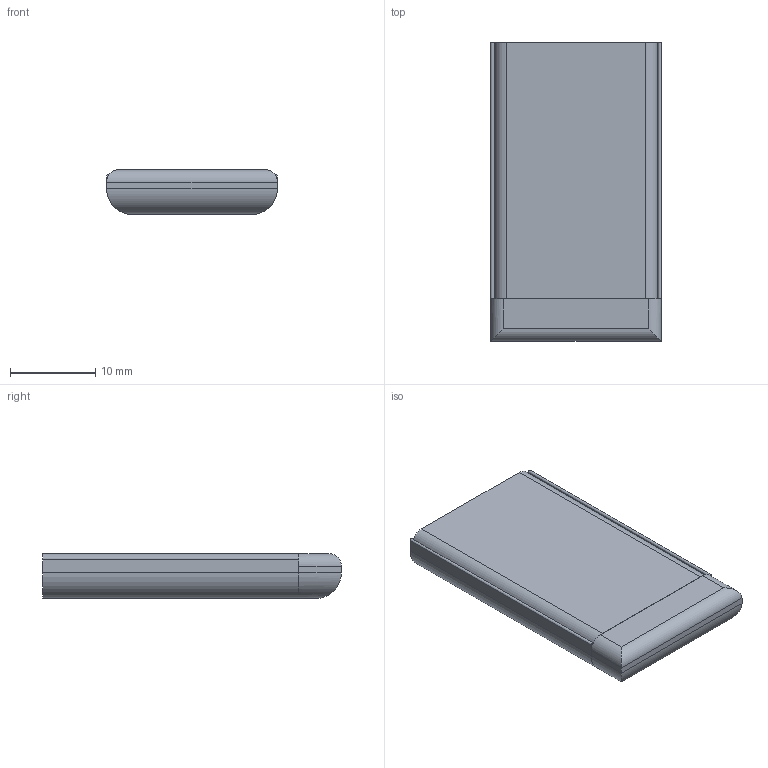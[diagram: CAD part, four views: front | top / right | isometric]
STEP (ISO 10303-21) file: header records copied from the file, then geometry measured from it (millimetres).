
FILE_DESCRIPTION(('FreeCAD Model'),'2;1');
FILE_NAME('Open CASCADE Shape Model','2021-07-22T14:03:36',(''),(''), 'Open CASCADE STEP processor 7.5','FreeCAD','Unknown');
FILE_SCHEMA(('AUTOMOTIVE_DESIGN { 1 0 10303 214 1 1 1 1 }'));
Length unit declared in the file: millimetre
Products named in the file (3): Unnamed; Pocket; Fillet001
Assembly tree (2 placements, depth 2):
  Unnamed
    Pocket
    Fillet001
Bounding box: 20 x 35 x 5.25 mm (x, y, z)
Volume: 3449.3 mm3; surface area: 2098.8 mm2
Topology: 2 solids, 2 shells, 26 faces, 62 edges, 40 vertices
Faces by surface type: plane 14, cylinder 12
Entity records: 913 total; most frequent: DIRECTION 140, CARTESIAN_POINT 131, ORIENTED_EDGE 124, EDGE_CURVE 62, AXIS2_PLACEMENT_3D 49, LINE 42, VECTOR 42, VERTEX_POINT 40
